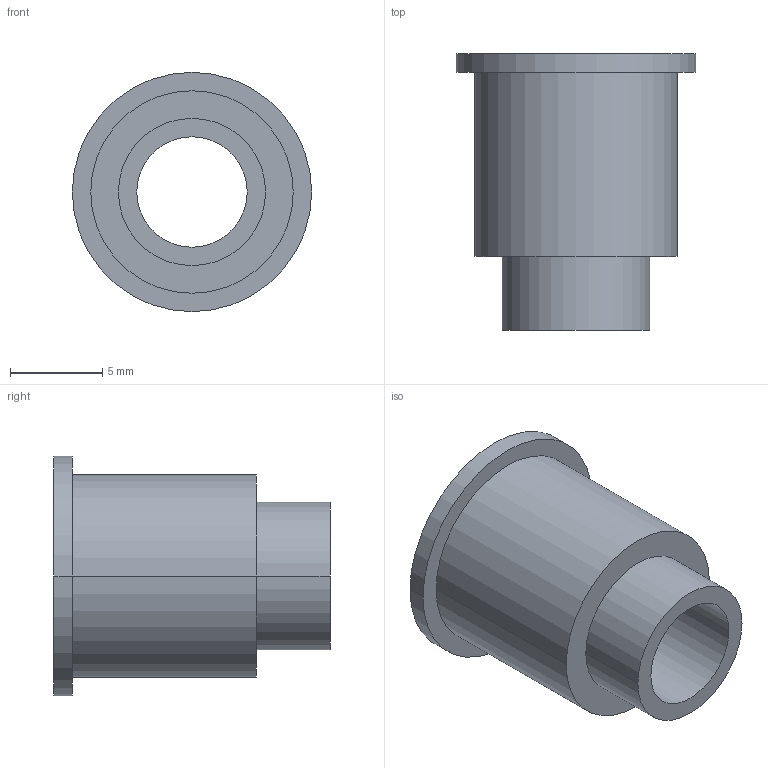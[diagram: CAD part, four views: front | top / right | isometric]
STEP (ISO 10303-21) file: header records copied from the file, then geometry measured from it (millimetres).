
FILE_DESCRIPTION((''),'2;1');
FILE_NAME('B1','2015-01-09T',('Ishan'),(''),'PRO/ENGINEER BY PARAMETRIC TECHNOLOGY CORPORATION, 2010100','PRO/ENGINEER BY PARAMETRIC TECHNOLOGY CORPORATION, 2010100','');
FILE_SCHEMA(('CONFIG_CONTROL_DESIGN'));
Length unit declared in the file: millimetre
Products named in the file (1): B1
Bounding box: 13 x 15 x 13 mm (x, y, z)
Volume: 506.6 mm3; surface area: 1072.9 mm2
Topology: 1 solids, 1 shells, 16 faces, 32 edges, 22 vertices
Faces by surface type: cylinder 10, plane 6
Entity records: 516 total; most frequent: CARTESIAN_POINT 116, DIRECTION 82, ORIENTED_EDGE 64, AXIS2_PLACEMENT_3D 36, EDGE_CURVE 32, VERTEX_POINT 22, EDGE_LOOP 22, CIRCLE 20
